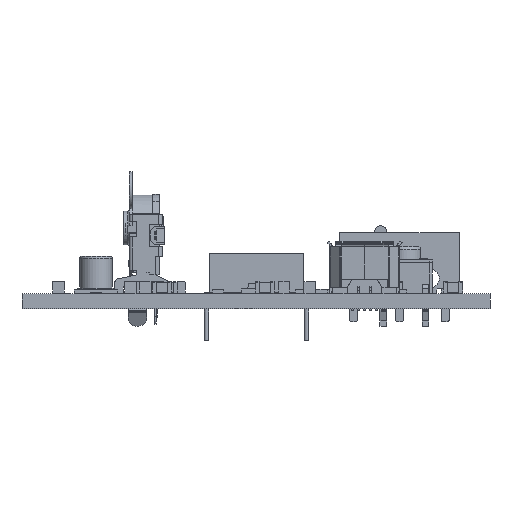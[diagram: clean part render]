
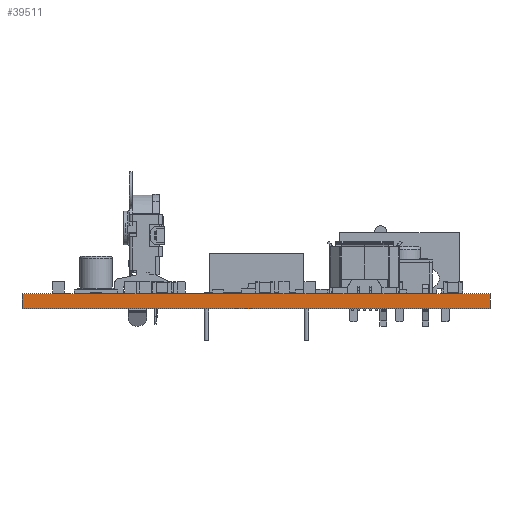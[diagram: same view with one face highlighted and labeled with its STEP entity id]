
A CAD part, front view. The second image highlights one B-rep face of the part: STEP entity #39511.
In plain terms, the highlighted planar face has unit normal (0, -1, 0).
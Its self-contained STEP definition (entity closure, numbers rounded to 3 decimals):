
#4231=FACE_OUTER_BOUND('',#6407,.T.);
#6407=EDGE_LOOP('',(#26693,#26694,#26695,#26696));
#8811=LINE('',#57426,#13054);
#8816=LINE('',#57436,#13059);
#8817=LINE('',#57438,#13060);
#8818=LINE('',#57439,#13061);
#13054=VECTOR('',#45877,1.);
#13059=VECTOR('',#45886,1.);
#13060=VECTOR('',#45887,1.);
#13061=VECTOR('',#45888,1.);
#17297=VERTEX_POINT('',#57423);
#17298=VERTEX_POINT('',#57425);
#17301=VERTEX_POINT('',#57435);
#17302=VERTEX_POINT('',#57437);
#21001=EDGE_CURVE('',#17297,#17298,#8811,.T.);
#21006=EDGE_CURVE('',#17297,#17301,#8816,.T.);
#21007=EDGE_CURVE('',#17301,#17302,#8817,.T.);
#21008=EDGE_CURVE('',#17298,#17302,#8818,.T.);
#26693=ORIENTED_EDGE('',*,*,#21001,.F.);
#26694=ORIENTED_EDGE('',*,*,#21006,.T.);
#26695=ORIENTED_EDGE('',*,*,#21007,.T.);
#26696=ORIENTED_EDGE('',*,*,#21008,.F.);
#38059=PLANE('',#42219);
#39511=ADVANCED_FACE('',(#4231),#38059,.F.);
#42219=AXIS2_PLACEMENT_3D('',#57434,#45884,#45885);
#45877=DIRECTION('',(0.,0.,-1.));
#45884=DIRECTION('center_axis',(0.,1.,0.));
#45885=DIRECTION('ref_axis',(-1.,0.,0.));
#45886=DIRECTION('',(-1.,0.,0.));
#45887=DIRECTION('',(0.,0.,-1.));
#45888=DIRECTION('',(-1.,0.,0.));
#57423=CARTESIAN_POINT('',(80.,-110.,0.));
#57425=CARTESIAN_POINT('',(80.,-110.,-1.6));
#57426=CARTESIAN_POINT('',(80.,-110.,0.));
#57434=CARTESIAN_POINT('Origin',(80.,-110.,0.));
#57435=CARTESIAN_POINT('',(30.,-110.,0.));
#57436=CARTESIAN_POINT('',(80.,-110.,0.));
#57437=CARTESIAN_POINT('',(30.,-110.,-1.6));
#57438=CARTESIAN_POINT('',(30.,-110.,0.));
#57439=CARTESIAN_POINT('',(80.,-110.,-1.6));
